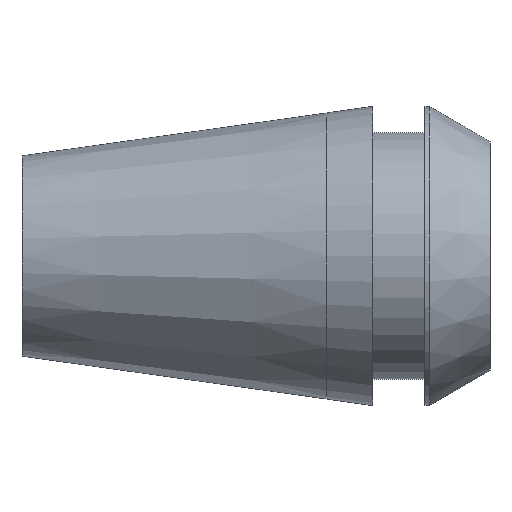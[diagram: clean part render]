
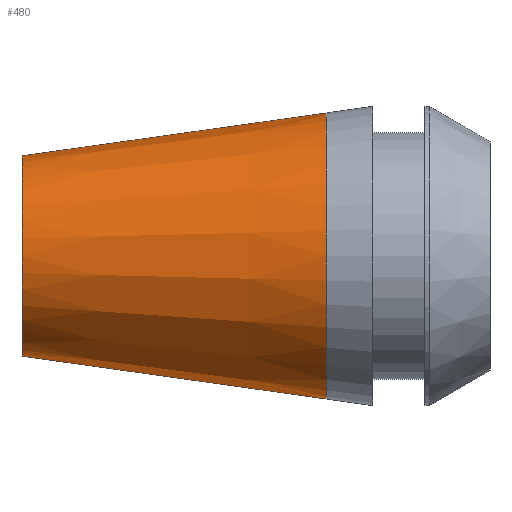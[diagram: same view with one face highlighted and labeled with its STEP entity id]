
A CAD part, top view. The second image highlights one B-rep face of the part: STEP entity #480.
In plain terms, the highlighted conical face has half-angle 8 degrees and reference radius 4.678 mm.
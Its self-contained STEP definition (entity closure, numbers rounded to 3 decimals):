
#175=DIRECTION('',(-0.99,-0.139,0.));
#176=VECTOR('',#175,11.815);
#177=CARTESIAN_POINT('',(11.7,5.5,0.));
#178=LINE('',#177,#176);
#182=DIRECTION('',(-0.99,0.139,0.));
#183=VECTOR('',#182,11.815);
#184=CARTESIAN_POINT('',(11.7,-5.5,0.));
#185=LINE('',#184,#183);
#197=CARTESIAN_POINT('',(11.7,0.,0.));
#198=DIRECTION('',(1.,0.,0.));
#199=DIRECTION('',(0.,1.,0.));
#200=AXIS2_PLACEMENT_3D('',#197,#198,#199);
#213=CARTESIAN_POINT('',(0.,0.,0.));
#214=DIRECTION('',(1.,0.,0.));
#215=DIRECTION('',(0.,1.,0.));
#216=AXIS2_PLACEMENT_3D('',#213,#214,#215);
#272=CARTESIAN_POINT('',(11.7,5.5,0.));
#274=VERTEX_POINT('',#272);
#275=CARTESIAN_POINT('',(0.,3.856,0.));
#276=VERTEX_POINT('',#275);
#278=CARTESIAN_POINT('',(11.7,-5.5,0.));
#280=VERTEX_POINT('',#278);
#281=CARTESIAN_POINT('',(0.,-3.856,0.));
#282=VERTEX_POINT('',#281);
#468=CARTESIAN_POINT('',(5.85,0.,0.));
#469=DIRECTION('',(1.,0.,0.));
#470=DIRECTION('',(0.,-1.,0.));
#471=AXIS2_PLACEMENT_3D('',#468,#469,#470);
#472=CONICAL_SURFACE('',#471,4.678,8.);
#473=ORIENTED_EDGE('',*,*,#458,.F.);
#474=ORIENTED_EDGE('',*,*,#435,.T.);
#475=ORIENTED_EDGE('',*,*,#462,.T.);
#477=ORIENTED_EDGE('',*,*,#476,.F.);
#478=EDGE_LOOP('',(#473,#474,#475,#477));
#479=FACE_OUTER_BOUND('',#478,.F.);
#201=CIRCLE('',#200,5.5);
#217=CIRCLE('',#216,3.856);
#435=EDGE_CURVE('',#274,#280,#201,.T.);
#458=EDGE_CURVE('',#274,#276,#178,.T.);
#462=EDGE_CURVE('',#280,#282,#185,.T.);
#476=EDGE_CURVE('',#276,#282,#217,.T.);
#480=ADVANCED_FACE('',(#479),#472,.T.);
